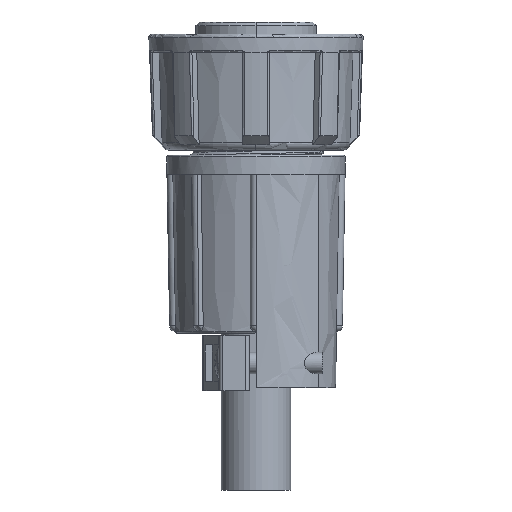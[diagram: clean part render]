
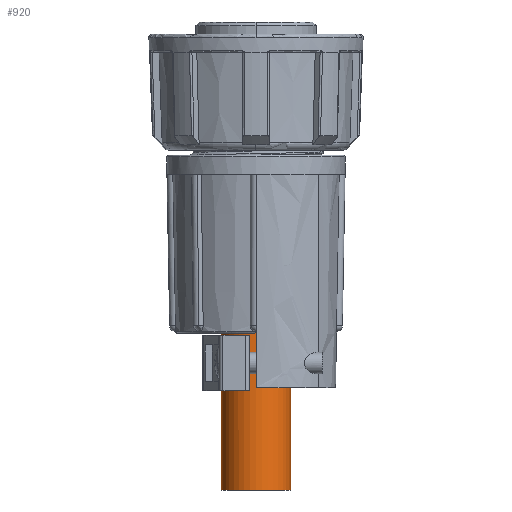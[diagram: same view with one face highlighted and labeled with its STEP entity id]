
A CAD part, left-side view. The second image highlights one B-rep face of the part: STEP entity #920.
In plain terms, the highlighted cylindrical face has radius 4.763 mm (diameter 9.525 mm), a partial arc.
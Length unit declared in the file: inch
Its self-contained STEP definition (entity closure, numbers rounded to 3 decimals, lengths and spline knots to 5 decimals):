
#167 = VERTEX_POINT ( 'NONE', #13254 ) ;
#183 = DIRECTION ( 'NONE',  ( 0., 0., 1. ) ) ;
#255 = DIRECTION ( 'NONE',  ( 0., -1., 0. ) ) ;
#920 = ADVANCED_FACE ( 'NONE', ( #12812 ), #9385, .T. ) ;
#928 = CARTESIAN_POINT ( 'NONE',  ( -0.1842, 0.035, -1.413 ) ) ;
#953 = VERTEX_POINT ( 'NONE', #2814 ) ;
#967 = VECTOR ( 'NONE', #5696, 39.37008 ) ;
#1031 = DIRECTION ( 'NONE',  ( 0., -1., 0. ) ) ;
#1281 = VERTEX_POINT ( 'NONE', #928 ) ;
#1449 = CIRCLE ( 'NONE', #7854, 0.1875 ) ;
#1551 = DIRECTION ( 'NONE',  ( 0., 0., 1. ) ) ;
#1629 = ORIENTED_EDGE ( 'NONE', *, *, #14552, .F. ) ;
#1657 = LINE ( 'NONE', #2451, #14339 ) ;
#2268 = AXIS2_PLACEMENT_3D ( 'NONE', #14118, #7182, #255 ) ;
#2451 = CARTESIAN_POINT ( 'NONE',  ( -0.1842, 0.035, -0.965 ) ) ;
#2715 = DIRECTION ( 'NONE',  ( 0., 0., 1. ) ) ;
#2801 = CARTESIAN_POINT ( 'NONE',  ( 0., -0.1875, -0.965 ) ) ;
#2814 = CARTESIAN_POINT ( 'NONE',  ( 0., -0.1875, -1.102 ) ) ;
#3538 = VERTEX_POINT ( 'NONE', #14597 ) ;
#3777 = VERTEX_POINT ( 'NONE', #7312 ) ;
#4133 = AXIS2_PLACEMENT_3D ( 'NONE', #14893, #7959, #1031 ) ;
#4285 = DIRECTION ( 'NONE',  ( 0., 0., -1. ) ) ;
#4299 = CARTESIAN_POINT ( 'NONE',  ( 0., 0.1875, -1.102 ) ) ;
#4526 = CARTESIAN_POINT ( 'NONE',  ( 0., 0.1875, -0.965 ) ) ;
#5059 = ORIENTED_EDGE ( 'NONE', *, *, #6730, .F. ) ;
#5175 = ORIENTED_EDGE ( 'NONE', *, *, #12170, .F. ) ;
#5193 = VERTEX_POINT ( 'NONE', #10887 ) ;
#5380 = EDGE_CURVE ( 'NONE', #3538, #11262, #7125, .T. ) ;
#5696 = DIRECTION ( 'NONE',  ( 0., 0., 1. ) ) ;
#5946 = ORIENTED_EDGE ( 'NONE', *, *, #7623, .T. ) ;
#6304 = DIRECTION ( 'NONE',  ( 0., 0., 1. ) ) ;
#6730 = EDGE_CURVE ( 'NONE', #11262, #953, #13797, .T. ) ;
#6832 = EDGE_CURVE ( 'NONE', #5193, #953, #6904, .T. ) ;
#6904 = LINE ( 'NONE', #2801, #12331 ) ;
#7125 = LINE ( 'NONE', #4526, #967 ) ;
#7182 = DIRECTION ( 'NONE',  ( 0., 0., 1. ) ) ;
#7215 = ORIENTED_EDGE ( 'NONE', *, *, #14683, .T. ) ;
#7312 = CARTESIAN_POINT ( 'NONE',  ( 0., 0.1875, -1.413 ) ) ;
#7623 = EDGE_CURVE ( 'NONE', #1281, #3777, #1449, .T. ) ;
#7854 = AXIS2_PLACEMENT_3D ( 'NONE', #11263, #4285, #12414 ) ;
#7959 = DIRECTION ( 'NONE',  ( 0., 0., 1. ) ) ;
#8200 = ORIENTED_EDGE ( 'NONE', *, *, #8280, .T. ) ;
#8272 = CARTESIAN_POINT ( 'NONE',  ( 0., 0.1875, -0.965 ) ) ;
#8280 = EDGE_CURVE ( 'NONE', #14813, #5193, #14110, .T. ) ;
#8482 = CARTESIAN_POINT ( 'NONE',  ( 0., 0., -1.102 ) ) ;
#8597 = CARTESIAN_POINT ( 'NONE',  ( 0., 0., -0.965 ) ) ;
#8957 = ORIENTED_EDGE ( 'NONE', *, *, #5380, .F. ) ;
#9385 = CYLINDRICAL_SURFACE ( 'NONE', #14334, 0.1875 ) ;
#9513 = AXIS2_PLACEMENT_3D ( 'NONE', #8482, #1551, #9674 ) ;
#9674 = DIRECTION ( 'NONE',  ( 0., 1., 0. ) ) ;
#9881 = CARTESIAN_POINT ( 'NONE',  ( 0., 0.1875, -1.95 ) ) ;
#10194 = CIRCLE ( 'NONE', #2268, 0.1875 ) ;
#10576 = DIRECTION ( 'NONE',  ( 0., 0., 1. ) ) ;
#10887 = CARTESIAN_POINT ( 'NONE',  ( 0., -0.1875, -1.95 ) ) ;
#11262 = VERTEX_POINT ( 'NONE', #4299 ) ;
#11263 = CARTESIAN_POINT ( 'NONE',  ( 0., 0., -1.413 ) ) ;
#11321 = VECTOR ( 'NONE', #183, 39.37008 ) ;
#11946 = EDGE_LOOP ( 'NONE', ( #5175, #8200, #13154, #5059, #8957, #7215, #1629, #5946 ) ) ;
#12044 = DIRECTION ( 'NONE',  ( 0., -1., 0. ) ) ;
#12170 = EDGE_CURVE ( 'NONE', #14813, #3777, #12775, .T. ) ;
#12331 = VECTOR ( 'NONE', #6304, 39.37008 ) ;
#12414 = DIRECTION ( 'NONE',  ( 0., -1., 0. ) ) ;
#12775 = LINE ( 'NONE', #8272, #11321 ) ;
#12812 = FACE_OUTER_BOUND ( 'NONE', #11946, .T. ) ;
#13154 = ORIENTED_EDGE ( 'NONE', *, *, #6832, .T. ) ;
#13254 = CARTESIAN_POINT ( 'NONE',  ( -0.1842, 0.035, -1.113 ) ) ;
#13797 = CIRCLE ( 'NONE', #9513, 0.1875 ) ;
#14110 = CIRCLE ( 'NONE', #4133, 0.1875 ) ;
#14118 = CARTESIAN_POINT ( 'NONE',  ( 0., 0., -1.113 ) ) ;
#14334 = AXIS2_PLACEMENT_3D ( 'NONE', #8597, #2715, #12044 ) ;
#14339 = VECTOR ( 'NONE', #10576, 39.37008 ) ;
#14552 = EDGE_CURVE ( 'NONE', #1281, #167, #1657, .T. ) ;
#14597 = CARTESIAN_POINT ( 'NONE',  ( 0., 0.1875, -1.113 ) ) ;
#14683 = EDGE_CURVE ( 'NONE', #3538, #167, #10194, .T. ) ;
#14813 = VERTEX_POINT ( 'NONE', #9881 ) ;
#14893 = CARTESIAN_POINT ( 'NONE',  ( 0., 0., -1.95 ) ) ;
